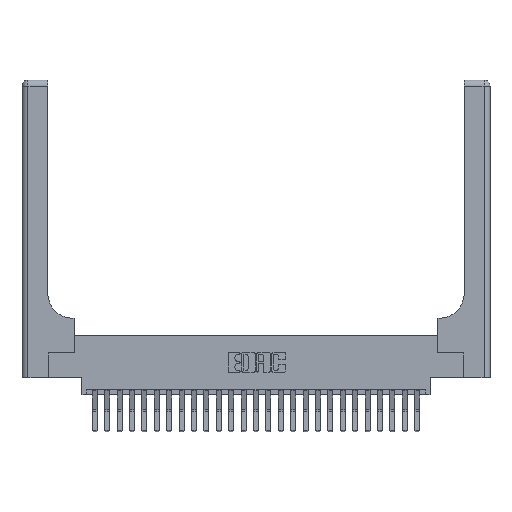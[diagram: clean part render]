
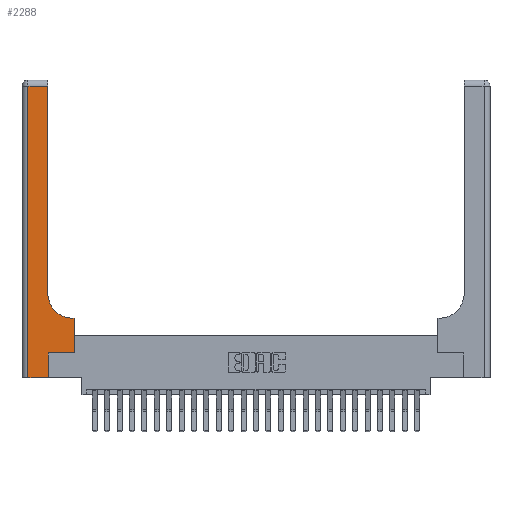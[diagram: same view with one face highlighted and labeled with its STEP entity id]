
A CAD part, top view. The second image highlights one B-rep face of the part: STEP entity #2288.
In plain terms, the highlighted planar face has unit normal (0, 0, 1).
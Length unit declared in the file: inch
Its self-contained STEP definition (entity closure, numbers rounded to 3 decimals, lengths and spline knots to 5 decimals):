
#502 = FACE_OUTER_BOUND ( 'NONE', #1250, .T. ) ;
#530 = CARTESIAN_POINT ( 'NONE',  ( 0.528, 0.25, 0.37 ) ) ;
#1250 = EDGE_LOOP ( 'NONE', ( #1362, #17964, #10350, #24156, #10507, #17465, #14080, #3430, #16488 ) ) ;
#1362 = ORIENTED_EDGE ( 'NONE', *, *, #21871, .T. ) ;
#1422 = DIRECTION ( 'NONE',  ( 1., 0., 0. ) ) ;
#2288 = ADVANCED_FACE ( 'NONE', ( #502 ), #14591, .F. ) ;
#2586 = DIRECTION ( 'NONE',  ( 1., 0., 0. ) ) ;
#2848 = CARTESIAN_POINT ( 'NONE',  ( 0.265, 0.25, 0.37 ) ) ;
#3277 = LINE ( 'NONE', #19392, #7222 ) ;
#3408 = CARTESIAN_POINT ( 'NONE',  ( 0.265, 0.25, 0.37 ) ) ;
#3430 = ORIENTED_EDGE ( 'NONE', *, *, #9902, .T. ) ;
#3533 = CARTESIAN_POINT ( 'NONE',  ( 0., 2.94, 0.37 ) ) ;
#3648 = VERTEX_POINT ( 'NONE', #2848 ) ;
#4903 = VERTEX_POINT ( 'NONE', #12148 ) ;
#5487 = DIRECTION ( 'NONE',  ( -1., 0., 0. ) ) ;
#5633 = EDGE_CURVE ( 'NONE', #25049, #3648, #6693, .T. ) ;
#5733 = CARTESIAN_POINT ( 'NONE',  ( 0.26, 0.6, 0.37 ) ) ;
#6061 = VECTOR ( 'NONE', #14512, 39.37008 ) ;
#6507 = CARTESIAN_POINT ( 'NONE',  ( 0., 0., 0.37 ) ) ;
#6693 = LINE ( 'NONE', #24205, #6061 ) ;
#6965 = DIRECTION ( 'NONE',  ( 0., 0., -1. ) ) ;
#7090 = EDGE_CURVE ( 'NONE', #21351, #17733, #24726, .T. ) ;
#7222 = VECTOR ( 'NONE', #25033, 39.37008 ) ;
#8405 = CARTESIAN_POINT ( 'NONE',  ( 0.51, 0.6, 0.37 ) ) ;
#9839 = LINE ( 'NONE', #5733, #14414 ) ;
#9902 = EDGE_CURVE ( 'NONE', #23716, #16651, #9839, .T. ) ;
#10141 = CARTESIAN_POINT ( 'NONE',  ( 0.26, 2.94, 0.37 ) ) ;
#10350 = ORIENTED_EDGE ( 'NONE', *, *, #13490, .T. ) ;
#10507 = ORIENTED_EDGE ( 'NONE', *, *, #5633, .T. ) ;
#10751 = DIRECTION ( 'NONE',  ( -1., 0., 0. ) ) ;
#11020 = EDGE_CURVE ( 'NONE', #16651, #12527, #20991, .T. ) ;
#12148 = CARTESIAN_POINT ( 'NONE',  ( 0.06, 0., 0.37 ) ) ;
#12527 = VERTEX_POINT ( 'NONE', #19041 ) ;
#13054 = VECTOR ( 'NONE', #2586, 39.37008 ) ;
#13490 = EDGE_CURVE ( 'NONE', #17733, #4903, #24788, .T. ) ;
#13493 = VECTOR ( 'NONE', #19851, 39.37008 ) ;
#14080 = ORIENTED_EDGE ( 'NONE', *, *, #19150, .T. ) ;
#14116 = DIRECTION ( 'NONE',  ( 0., -1., 0. ) ) ;
#14414 = VECTOR ( 'NONE', #24963, 39.37008 ) ;
#14512 = DIRECTION ( 'NONE',  ( 0., 1., 0. ) ) ;
#14591 = PLANE ( 'NONE',  #18745 ) ;
#15418 = CARTESIAN_POINT ( 'NONE',  ( 0.06, 2.94, 0.37 ) ) ;
#16488 = ORIENTED_EDGE ( 'NONE', *, *, #11020, .T. ) ;
#16651 = VERTEX_POINT ( 'NONE', #8405 ) ;
#17465 = ORIENTED_EDGE ( 'NONE', *, *, #23490, .T. ) ;
#17733 = VERTEX_POINT ( 'NONE', #15418 ) ;
#17908 = CARTESIAN_POINT ( 'NONE',  ( 0.26, 3., 0.37 ) ) ;
#17964 = ORIENTED_EDGE ( 'NONE', *, *, #7090, .T. ) ;
#18592 = CARTESIAN_POINT ( 'NONE',  ( 0.51, 0.85, 0.37 ) ) ;
#18651 = EDGE_CURVE ( 'NONE', #4903, #25049, #22686, .T. ) ;
#18745 = AXIS2_PLACEMENT_3D ( 'NONE', #20386, #22317, #10751 ) ;
#19041 = CARTESIAN_POINT ( 'NONE',  ( 0.26, 0.85, 0.37 ) ) ;
#19150 = EDGE_CURVE ( 'NONE', #23819, #23716, #3277, .T. ) ;
#19392 = CARTESIAN_POINT ( 'NONE',  ( 0.528, 0.25, 0.37 ) ) ;
#19744 = VECTOR ( 'NONE', #14116, 39.37008 ) ;
#19851 = DIRECTION ( 'NONE',  ( 0., 1., 0. ) ) ;
#20386 = CARTESIAN_POINT ( 'NONE',  ( 0., 3., 0.37 ) ) ;
#20532 = DIRECTION ( 'NONE',  ( 1., 0., 0. ) ) ;
#20991 = CIRCLE ( 'NONE', #23038, 0.25 ) ;
#21249 = CARTESIAN_POINT ( 'NONE',  ( 0.265, 0., 0.37 ) ) ;
#21351 = VERTEX_POINT ( 'NONE', #10141 ) ;
#21533 = CARTESIAN_POINT ( 'NONE',  ( 0.528, 0.6, 0.37 ) ) ;
#21871 = EDGE_CURVE ( 'NONE', #12527, #21351, #24281, .T. ) ;
#22317 = DIRECTION ( 'NONE',  ( 0., 0., -1. ) ) ;
#22686 = LINE ( 'NONE', #6507, #13054 ) ;
#23038 = AXIS2_PLACEMENT_3D ( 'NONE', #18592, #6965, #20532 ) ;
#23490 = EDGE_CURVE ( 'NONE', #3648, #23819, #24829, .T. ) ;
#23582 = CARTESIAN_POINT ( 'NONE',  ( 0.06, 3., 0.37 ) ) ;
#23716 = VERTEX_POINT ( 'NONE', #21533 ) ;
#23819 = VERTEX_POINT ( 'NONE', #530 ) ;
#24131 = VECTOR ( 'NONE', #5487, 39.37008 ) ;
#24156 = ORIENTED_EDGE ( 'NONE', *, *, #18651, .T. ) ;
#24205 = CARTESIAN_POINT ( 'NONE',  ( 0.265, 0., 0.37 ) ) ;
#24241 = VECTOR ( 'NONE', #1422, 39.37008 ) ;
#24281 = LINE ( 'NONE', #17908, #13493 ) ;
#24726 = LINE ( 'NONE', #3533, #24131 ) ;
#24788 = LINE ( 'NONE', #23582, #19744 ) ;
#24829 = LINE ( 'NONE', #3408, #24241 ) ;
#24963 = DIRECTION ( 'NONE',  ( -1., 0., 0. ) ) ;
#25033 = DIRECTION ( 'NONE',  ( 0., 1., 0. ) ) ;
#25049 = VERTEX_POINT ( 'NONE', #21249 ) ;
